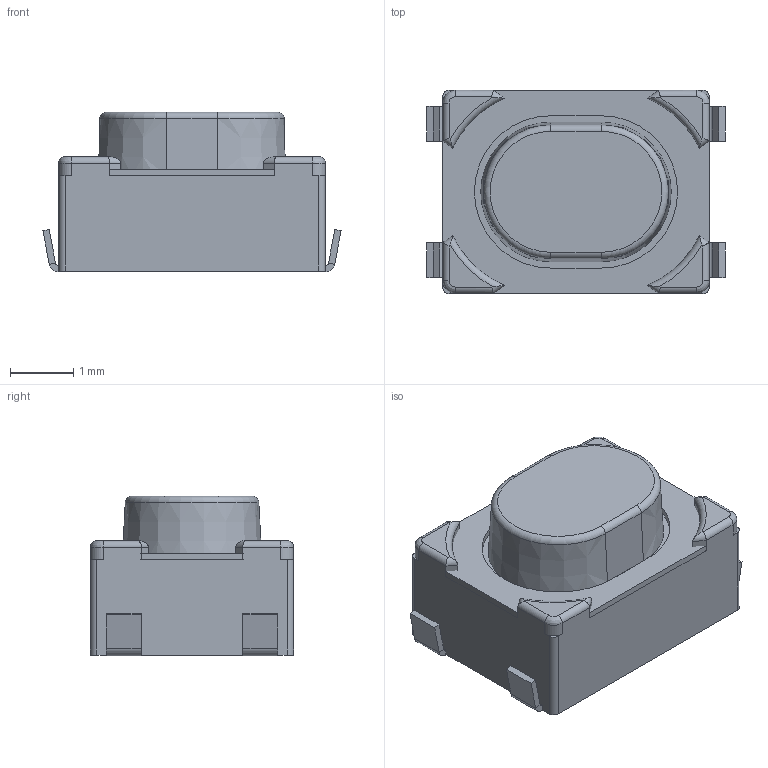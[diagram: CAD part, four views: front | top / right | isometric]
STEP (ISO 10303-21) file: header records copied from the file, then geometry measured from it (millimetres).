
FILE_DESCRIPTION(/* description */ ('','CAx-IF Rec.Pracs.---Representation and Presentation of Product Manufacturing Information (PMI)---4.0---2014-10-13'),/* implementation_level */ '2;1');
FILE_NAME(/* name */ '13lB-FEL-KEY-SMD_4P-L4.2-W3.2-P2.20-LS4.6.step',/* time_stamp */ '2025-03-21T14:21:57+08:00',/* author */ (''),/* organization */ (''),/* preprocessor_version */ 'ST-DEVELOPER v20',/* originating_system */ 'Autodesk Translation Framework v13.20.0.188',/* authorisation */ '');
FILE_SCHEMA (('AP242_MANAGED_MODEL_BASED_3D_ENGINEERING_MIM_LF { 1 0 10303 442 1 1 4 }'));
Length unit declared in the file: millimetre
Products named in the file (2): 13lB-FEL-KEY-SMD_4P-L4.2-W3.2-P2.20-LS4.6; COMPOUND
Assembly tree (1 placements, depth 2):
  13lB-FEL-KEY-SMD_4P-L4.2-W3.2-P2.20-LS4.6
    COMPOUND
Bounding box: 4.7 x 3.2 x 2.51 mm (x, y, z)
Volume: 26.7 mm3; surface area: 76.8 mm2
Topology: 2 solids, 2 shells, 408 faces, 1087 edges, 710 vertices
Faces by surface type: plane 244, bspline 116, cylinder 40, torus 6, cone 2
Entity records: 14169 total; most frequent: CARTESIAN_POINT 4208, ORIENTED_EDGE 2174, DIRECTION 1703, EDGE_CURVE 1087, LINE 777, VECTOR 777, VERTEX_POINT 710, AXIS2_PLACEMENT_3D 463
